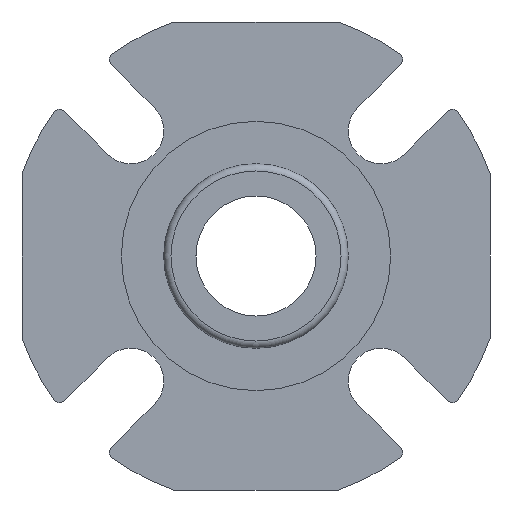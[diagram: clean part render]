
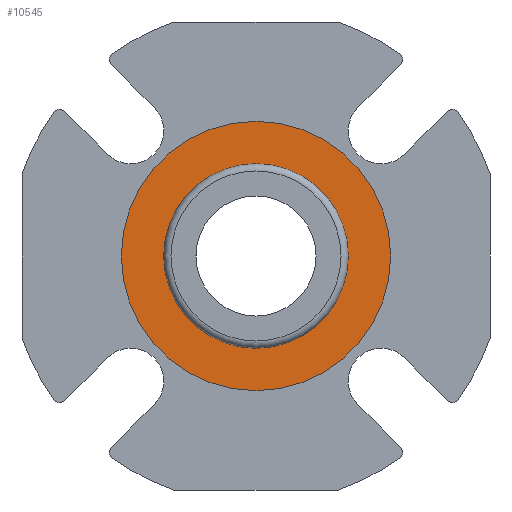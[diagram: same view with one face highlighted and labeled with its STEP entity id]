
A CAD part, left-side view. The second image highlights one B-rep face of the part: STEP entity #10545.
In plain terms, the highlighted planar face has unit normal (-1, 0, 0).
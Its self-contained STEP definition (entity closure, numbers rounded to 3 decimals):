
#2020=PLANE('',#11848);
#5084=ORIENTED_EDGE('',*,*,#6630,.T.);
#5085=ORIENTED_EDGE('',*,*,#6629,.T.);
#6629=EDGE_CURVE('',#7570,#7570,#8199,.T.);
#6630=EDGE_CURVE('',#7571,#7571,#8200,.T.);
#7570=VERTEX_POINT('',#19636);
#7571=VERTEX_POINT('',#19639);
#8199=CIRCLE('',#11847,28.5);
#8200=CIRCLE('',#11849,19.533);
#8905=EDGE_LOOP('',(#5084));
#8906=EDGE_LOOP('',(#5085));
#9619=FACE_BOUND('',#8905,.T.);
#9620=FACE_BOUND('',#8906,.T.);
#10545=ADVANCED_FACE('',(#9619,#9620),#2020,.F.);
#11847=AXIS2_PLACEMENT_3D('',#19635,#15137,#15138);
#11848=AXIS2_PLACEMENT_3D('',#19637,#15139,#15140);
#11849=AXIS2_PLACEMENT_3D('',#19638,#15141,#15142);
#15137=DIRECTION('',(-1.,0.,0.));
#15138=DIRECTION('',(0.,0.,1.));
#15139=DIRECTION('',(1.,0.,0.));
#15140=DIRECTION('',(0.,0.,-1.));
#15141=DIRECTION('',(1.,0.,0.));
#15142=DIRECTION('',(0.,0.,-1.));
#19635=CARTESIAN_POINT('',(-13.437,0.,0.));
#19636=CARTESIAN_POINT('',(-13.437,0.,28.5));
#19637=CARTESIAN_POINT('',(-13.437,0.,28.5));
#19638=CARTESIAN_POINT('',(-13.437,0.,0.));
#19639=CARTESIAN_POINT('',(-13.437,0.,-19.533));
